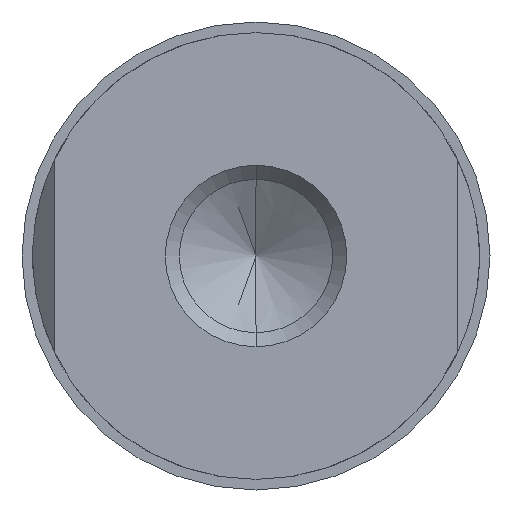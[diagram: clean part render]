
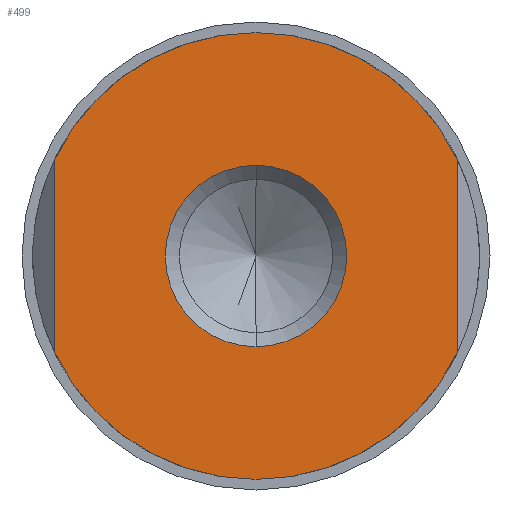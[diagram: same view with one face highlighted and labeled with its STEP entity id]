
A CAD part, front view. The second image highlights one B-rep face of the part: STEP entity #499.
In plain terms, the highlighted planar face has unit normal (0, -1, 0).
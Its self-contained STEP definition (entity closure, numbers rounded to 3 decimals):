
#33 = CARTESIAN_POINT ( 'NONE',  ( 0., 0., 0. ) ) ;
#36 = CARTESIAN_POINT ( 'NONE',  ( -8.95, 0., 4.255 ) ) ;
#89 = DIRECTION ( 'NONE',  ( 0., 0., 1. ) ) ;
#95 = CARTESIAN_POINT ( 'NONE',  ( 0., 0., -9.91 ) ) ;
#108 = EDGE_CURVE ( 'NONE', #174, #924, #776, .T. ) ;
#112 = DIRECTION ( 'NONE',  ( 0., 0., 1. ) ) ;
#136 = CARTESIAN_POINT ( 'NONE',  ( 0., 0., 4.025 ) ) ;
#148 = AXIS2_PLACEMENT_3D ( 'NONE', #793, #791, #779 ) ;
#153 = CARTESIAN_POINT ( 'NONE',  ( 0., 0., 0. ) ) ;
#160 = CARTESIAN_POINT ( 'NONE',  ( 0., 0., 0. ) ) ;
#174 = VERTEX_POINT ( 'NONE', #579 ) ;
#179 = AXIS2_PLACEMENT_3D ( 'NONE', #153, #610, #216 ) ;
#196 = ORIENTED_EDGE ( 'NONE', *, *, #786, .F. ) ;
#197 = CIRCLE ( 'NONE', #468, 9.91 ) ;
#203 = DIRECTION ( 'NONE',  ( 0., 1., 0. ) ) ;
#215 = CARTESIAN_POINT ( 'NONE',  ( 0., 0., -4.025 ) ) ;
#216 = DIRECTION ( 'NONE',  ( 0., 0., -1. ) ) ;
#224 = EDGE_CURVE ( 'NONE', #932, #319, #532, .T. ) ;
#229 = ORIENTED_EDGE ( 'NONE', *, *, #661, .F. ) ;
#289 = CARTESIAN_POINT ( 'NONE',  ( 8.95, 0., -4.255 ) ) ;
#297 = ORIENTED_EDGE ( 'NONE', *, *, #320, .F. ) ;
#303 = DIRECTION ( 'NONE',  ( 0., 0., -1. ) ) ;
#317 = LINE ( 'NONE', #442, #682 ) ;
#318 = CARTESIAN_POINT ( 'NONE',  ( 0., 0., 9.91 ) ) ;
#319 = VERTEX_POINT ( 'NONE', #215 ) ;
#320 = EDGE_CURVE ( 'NONE', #918, #174, #489, .T. ) ;
#330 = CIRCLE ( 'NONE', #148, 9.91 ) ;
#368 = CARTESIAN_POINT ( 'NONE',  ( -8.95, 0., 4.255 ) ) ;
#371 = CARTESIAN_POINT ( 'NONE',  ( 8.95, 0., 4.255 ) ) ;
#397 = EDGE_CURVE ( 'NONE', #880, #918, #330, .T. ) ;
#399 = CIRCLE ( 'NONE', #935, 9.91 ) ;
#411 = FACE_OUTER_BOUND ( 'NONE', #899, .T. ) ;
#422 = DIRECTION ( 'NONE',  ( 0., 0., -1. ) ) ;
#442 = CARTESIAN_POINT ( 'NONE',  ( 8.95, 0., 4.255 ) ) ;
#468 = AXIS2_PLACEMENT_3D ( 'NONE', #799, #843, #691 ) ;
#489 = CIRCLE ( 'NONE', #801, 9.91 ) ;
#491 = FACE_BOUND ( 'NONE', #680, .T. ) ;
#499 = ADVANCED_FACE ( 'NONE', ( #491, #411 ), #624, .F. ) ;
#514 = ORIENTED_EDGE ( 'NONE', *, *, #224, .F. ) ;
#532 = CIRCLE ( 'NONE', #179, 4.025 ) ;
#551 = AXIS2_PLACEMENT_3D ( 'NONE', #647, #601, #722 ) ;
#579 = CARTESIAN_POINT ( 'NONE',  ( -8.95, 0., -4.255 ) ) ;
#601 = DIRECTION ( 'NONE',  ( 0., 1., 0. ) ) ;
#610 = DIRECTION ( 'NONE',  ( 0., -1., 0. ) ) ;
#624 = PLANE ( 'NONE',  #551 ) ;
#636 = EDGE_CURVE ( 'NONE', #319, #932, #862, .T. ) ;
#647 = CARTESIAN_POINT ( 'NONE',  ( 9.91, 0., 0. ) ) ;
#661 = EDGE_CURVE ( 'NONE', #785, #889, #197, .T. ) ;
#680 = EDGE_LOOP ( 'NONE', ( #767, #514 ) ) ;
#682 = VECTOR ( 'NONE', #303, 1000. ) ;
#685 = EDGE_CURVE ( 'NONE', #924, #785, #399, .T. ) ;
#691 = DIRECTION ( 'NONE',  ( 0., 0., 1. ) ) ;
#713 = AXIS2_PLACEMENT_3D ( 'NONE', #33, #870, #422 ) ;
#722 = DIRECTION ( 'NONE',  ( 0., 0., 1. ) ) ;
#725 = ORIENTED_EDGE ( 'NONE', *, *, #685, .F. ) ;
#732 = ORIENTED_EDGE ( 'NONE', *, *, #397, .F. ) ;
#736 = ORIENTED_EDGE ( 'NONE', *, *, #108, .F. ) ;
#767 = ORIENTED_EDGE ( 'NONE', *, *, #636, .F. ) ;
#776 = LINE ( 'NONE', #36, #901 ) ;
#779 = DIRECTION ( 'NONE',  ( 0., 0., 1. ) ) ;
#785 = VERTEX_POINT ( 'NONE', #318 ) ;
#786 = EDGE_CURVE ( 'NONE', #889, #880, #317, .T. ) ;
#791 = DIRECTION ( 'NONE',  ( 0., 1., 0. ) ) ;
#793 = CARTESIAN_POINT ( 'NONE',  ( 0., 0., 0. ) ) ;
#799 = CARTESIAN_POINT ( 'NONE',  ( 0., 0., 0. ) ) ;
#801 = AXIS2_PLACEMENT_3D ( 'NONE', #160, #856, #112 ) ;
#839 = DIRECTION ( 'NONE',  ( 0., 0., 1. ) ) ;
#843 = DIRECTION ( 'NONE',  ( 0., 1., 0. ) ) ;
#856 = DIRECTION ( 'NONE',  ( 0., 1., 0. ) ) ;
#862 = CIRCLE ( 'NONE', #713, 4.025 ) ;
#870 = DIRECTION ( 'NONE',  ( 0., -1., 0. ) ) ;
#880 = VERTEX_POINT ( 'NONE', #289 ) ;
#889 = VERTEX_POINT ( 'NONE', #371 ) ;
#899 = EDGE_LOOP ( 'NONE', ( #732, #196, #229, #725, #736, #297 ) ) ;
#901 = VECTOR ( 'NONE', #89, 1000. ) ;
#917 = CARTESIAN_POINT ( 'NONE',  ( 0., 0., 0. ) ) ;
#918 = VERTEX_POINT ( 'NONE', #95 ) ;
#924 = VERTEX_POINT ( 'NONE', #368 ) ;
#932 = VERTEX_POINT ( 'NONE', #136 ) ;
#935 = AXIS2_PLACEMENT_3D ( 'NONE', #917, #203, #839 ) ;
